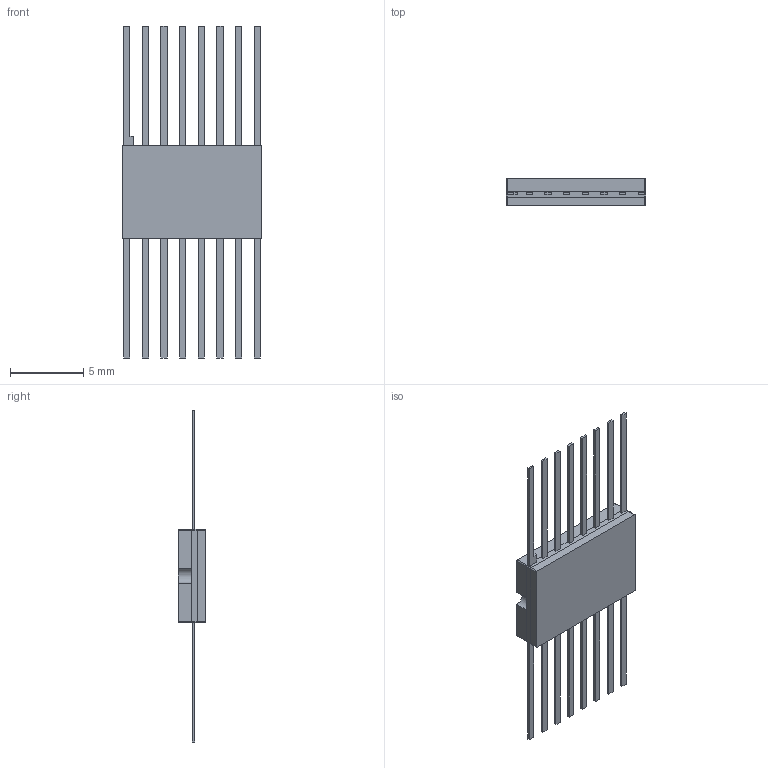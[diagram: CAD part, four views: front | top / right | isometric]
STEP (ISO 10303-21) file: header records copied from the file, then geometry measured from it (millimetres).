
FILE_DESCRIPTION((''),'2;1');
FILE_NAME('W16A_ASM','2012-02-17T',('CKXSSC'),(''),'PRO/ENGINEER BY PARAMETRIC TECHNOLOGY CORPORATION, 2011220','PRO/ENGINEER BY PARAMETRIC TECHNOLOGY CORPORATION, 2011220','');
FILE_SCHEMA(('AUTOMOTIVE_DESIGN_CC2 { 1 2 10303 214 -1 1 5 2 }'));
Length unit declared in the file: inch
Products named in the file (4): BASE_W16A; LID_W16A; GLASS_LD_W16A; W16A_ASM
Assembly tree (3 placements, depth 2):
  W16A_ASM
    BASE_W16A
    LID_W16A
    GLASS_LD_W16A
Bounding box: 9.53 x 1.87 x 22.61 mm (x, y, z)
Volume: 109.6 mm3; surface area: 582.8 mm2
Topology: 3 solids, 3 shells, 148 faces, 356 edges, 232 vertices
Faces by surface type: plane 111, cylinder 29, torus 8
Entity records: 5473 total; most frequent: CARTESIAN_POINT 743, DIRECTION 732, ORIENTED_EDGE 712, PRESENTATION_STYLE_ASSIGNMENT 359, STYLED_ITEM 359, CURVE_STYLE 356, EDGE_CURVE 356, VECTOR 290
